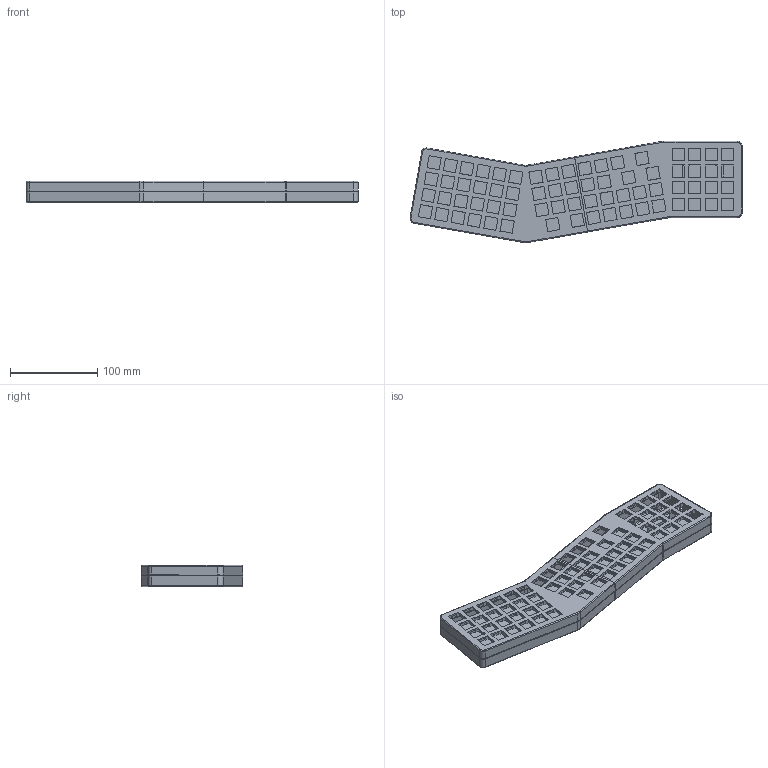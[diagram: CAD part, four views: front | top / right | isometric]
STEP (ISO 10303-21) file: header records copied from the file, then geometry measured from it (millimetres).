
FILE_DESCRIPTION(/* description */ (''),/* implementation_level */ '2;1');
FILE_NAME(/* name */ 'KB69.step',/* time_stamp */ '2024-10-20T17:58:46-04:00',/* author */ (''),/* organization */ (''),/* preprocessor_version */ 'ST-DEVELOPER v20',/* originating_system */ 'Autodesk Translation Framework v13.20.0.188',/* authorisation */ '');
FILE_SCHEMA (('AUTOMOTIVE_DESIGN { 1 0 10303 214 3 1 1 }'));
Length unit declared in the file: millimetre
Products named in the file (1): KB5
Bounding box: 380.88 x 116.34 x 24.5 mm (x, y, z)
Volume: 221315 mm3; surface area: 171762.3 mm2
Topology: 6 solids, 6 shells, 1454 faces, 4171 edges, 2729 vertices
Faces by surface type: plane 1212, cylinder 161, torus 81
Entity records: 47082 total; most frequent: CARTESIAN_POINT 8404, ORIENTED_EDGE 8342, DIRECTION 7477, EDGE_CURVE 4171, LINE 3761, VECTOR 3761, VERTEX_POINT 2729, AXIS2_PLACEMENT_3D 1858
